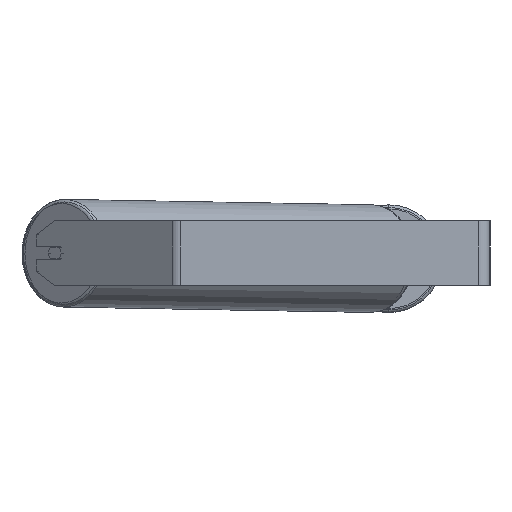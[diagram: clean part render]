
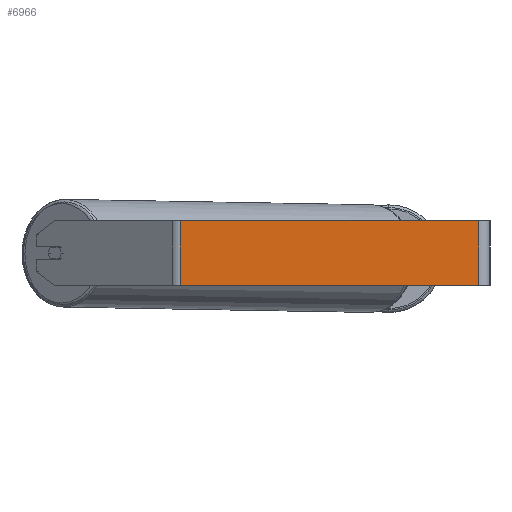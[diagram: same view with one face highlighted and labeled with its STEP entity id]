
A CAD part, left-side view. The second image highlights one B-rep face of the part: STEP entity #6966.
In plain terms, the highlighted planar face has unit normal (-1, 0, 0).
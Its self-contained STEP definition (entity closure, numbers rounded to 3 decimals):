
#93 = LINE ( 'NONE', #2804, #5929 ) ;
#469 = DIRECTION ( 'NONE',  ( 0., 0., -1. ) ) ;
#1471 = ORIENTED_EDGE ( 'NONE', *, *, #2250, .F. ) ;
#1701 = ORIENTED_EDGE ( 'NONE', *, *, #8683, .T. ) ;
#2250 = EDGE_CURVE ( 'NONE', #4515, #5484, #93, .T. ) ;
#2276 = VECTOR ( 'NONE', #5764, 1000. ) ;
#2804 = CARTESIAN_POINT ( 'NONE',  ( -945., 14., 40. ) ) ;
#2828 = EDGE_CURVE ( 'NONE', #6328, #5484, #4358, .T. ) ;
#3050 = CARTESIAN_POINT ( 'NONE',  ( -945., 387.685, 40. ) ) ;
#3053 = DIRECTION ( 'NONE',  ( 1., 0., 0. ) ) ;
#3066 = ORIENTED_EDGE ( 'NONE', *, *, #2828, .T. ) ;
#3589 = EDGE_LOOP ( 'NONE', ( #3066, #1471, #8715, #1701 ) ) ;
#4267 = CARTESIAN_POINT ( 'NONE',  ( -945., 14., -40. ) ) ;
#4283 = CARTESIAN_POINT ( 'NONE',  ( -945., 387.685, 40. ) ) ;
#4358 = LINE ( 'NONE', #5895, #2276 ) ;
#4481 = CARTESIAN_POINT ( 'NONE',  ( -945., 14., 40. ) ) ;
#4515 = VERTEX_POINT ( 'NONE', #4481 ) ;
#5003 = AXIS2_PLACEMENT_3D ( 'NONE', #4283, #3053, #5607 ) ;
#5007 = VECTOR ( 'NONE', #469, 1000. ) ;
#5102 = LINE ( 'NONE', #7197, #5007 ) ;
#5482 = DIRECTION ( 'NONE',  ( 0., 0., -1. ) ) ;
#5484 = VERTEX_POINT ( 'NONE', #4267 ) ;
#5607 = DIRECTION ( 'NONE',  ( 0., 0., -1. ) ) ;
#5764 = DIRECTION ( 'NONE',  ( 0., -1., 0. ) ) ;
#5895 = CARTESIAN_POINT ( 'NONE',  ( -945., 387.685, -40. ) ) ;
#5929 = VECTOR ( 'NONE', #5482, 1000. ) ;
#5969 = EDGE_CURVE ( 'NONE', #8071, #4515, #8488, .T. ) ;
#6328 = VERTEX_POINT ( 'NONE', #7687 ) ;
#6405 = PLANE ( 'NONE',  #5003 ) ;
#6966 = ADVANCED_FACE ( 'NONE', ( #7701 ), #6405, .F. ) ;
#7197 = CARTESIAN_POINT ( 'NONE',  ( -945., 382.589, 40. ) ) ;
#7685 = VECTOR ( 'NONE', #7917, 1000. ) ;
#7687 = CARTESIAN_POINT ( 'NONE',  ( -945., 382.589, -40. ) ) ;
#7701 = FACE_OUTER_BOUND ( 'NONE', #3589, .T. ) ;
#7917 = DIRECTION ( 'NONE',  ( 0., -1., 0. ) ) ;
#8071 = VERTEX_POINT ( 'NONE', #8119 ) ;
#8119 = CARTESIAN_POINT ( 'NONE',  ( -945., 382.589, 40. ) ) ;
#8488 = LINE ( 'NONE', #3050, #7685 ) ;
#8683 = EDGE_CURVE ( 'NONE', #8071, #6328, #5102, .T. ) ;
#8715 = ORIENTED_EDGE ( 'NONE', *, *, #5969, .F. ) ;
